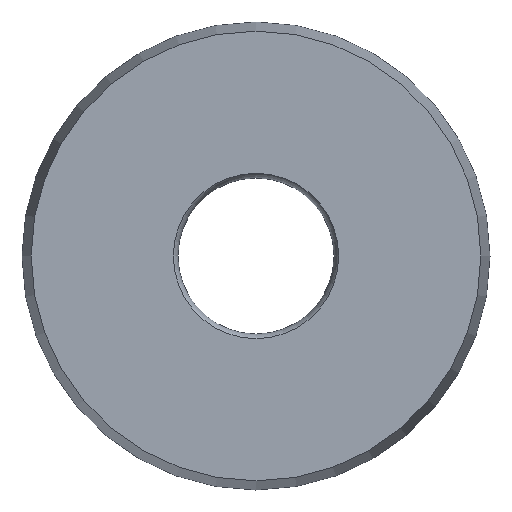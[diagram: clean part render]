
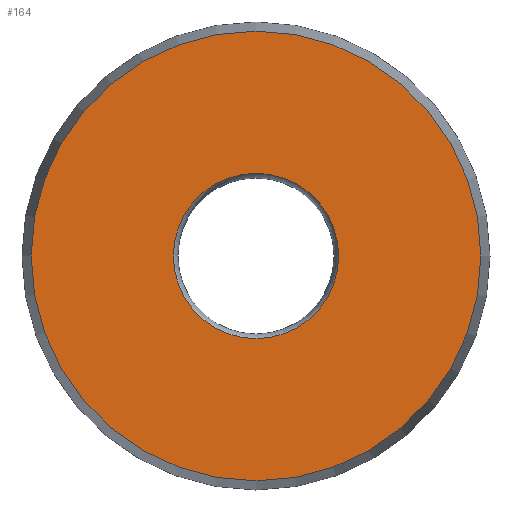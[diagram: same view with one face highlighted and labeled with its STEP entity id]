
A CAD part, left-side view. The second image highlights one B-rep face of the part: STEP entity #164.
In plain terms, the highlighted planar face has unit normal (-1, 0, 0).
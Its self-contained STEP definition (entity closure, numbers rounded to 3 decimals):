
#31=ORIENTED_EDGE('',*,*,#59,.F.);
#32=ORIENTED_EDGE('',*,*,#60,.T.);
#59=EDGE_CURVE('',#73,#73,#88,.T.);
#60=EDGE_CURVE('',#74,#74,#89,.T.);
#73=VERTEX_POINT('',#294);
#74=VERTEX_POINT('',#296);
#88=CIRCLE('',#203,1.59);
#89=CIRCLE('',#204,4.324);
#102=EDGE_LOOP('',(#31));
#103=EDGE_LOOP('',(#32));
#130=FACE_BOUND('',#102,.T.);
#131=FACE_BOUND('',#103,.T.);
#159=PLANE('',#202);
#164=ADVANCED_FACE('',(#130,#131),#159,.T.);
#202=AXIS2_PLACEMENT_3D('',#292,#233,#234);
#203=AXIS2_PLACEMENT_3D('',#293,#235,#236);
#204=AXIS2_PLACEMENT_3D('',#295,#237,#238);
#233=DIRECTION('',(-1.,0.,0.));
#234=DIRECTION('',(0.,0.,1.));
#235=DIRECTION('',(-1.,0.,0.));
#236=DIRECTION('',(0.,0.,1.));
#237=DIRECTION('',(-1.,0.,0.));
#238=DIRECTION('',(0.,0.,1.));
#292=CARTESIAN_POINT('',(0.,0.,0.));
#293=CARTESIAN_POINT('',(0.,0.,0.));
#294=CARTESIAN_POINT('',(0.,0.,1.59));
#295=CARTESIAN_POINT('',(0.,0.,0.));
#296=CARTESIAN_POINT('',(0.,0.,4.324));
